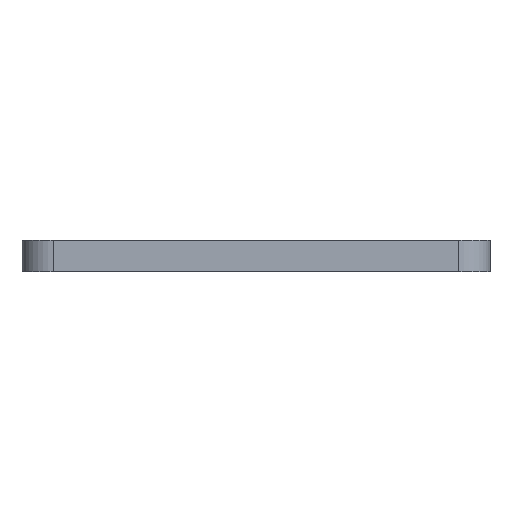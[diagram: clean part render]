
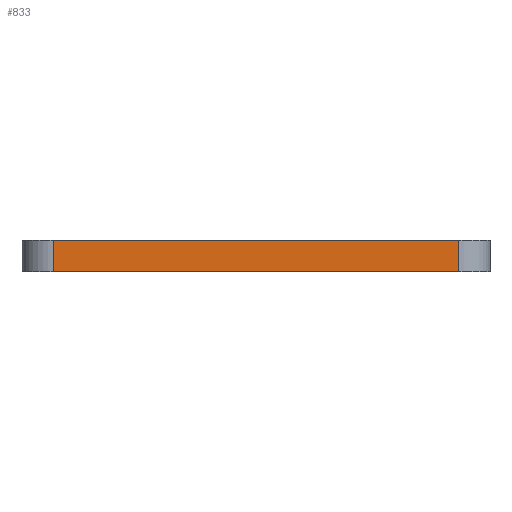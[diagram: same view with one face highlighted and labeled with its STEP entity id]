
A CAD part, left-side view. The second image highlights one B-rep face of the part: STEP entity #833.
In plain terms, the highlighted planar face has unit normal (-1, 0, 0).
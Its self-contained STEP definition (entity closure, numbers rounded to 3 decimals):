
#87=FACE_OUTER_BOUND('',#129,.T.);
#129=EDGE_LOOP('',(#671,#672,#673,#674));
#221=LINE('',#1373,#317);
#222=LINE('',#1377,#318);
#223=LINE('',#1379,#319);
#224=LINE('',#1380,#320);
#317=VECTOR('',#1127,10.);
#318=VECTOR('',#1132,10.);
#319=VECTOR('',#1133,10.);
#320=VECTOR('',#1134,10.);
#399=VERTEX_POINT('',#1370);
#400=VERTEX_POINT('',#1372);
#401=VERTEX_POINT('',#1376);
#402=VERTEX_POINT('',#1378);
#514=EDGE_CURVE('',#400,#399,#221,.T.);
#516=EDGE_CURVE('',#399,#401,#222,.T.);
#517=EDGE_CURVE('',#402,#401,#223,.T.);
#518=EDGE_CURVE('',#400,#402,#224,.T.);
#671=ORIENTED_EDGE('',*,*,#516,.T.);
#672=ORIENTED_EDGE('',*,*,#517,.F.);
#673=ORIENTED_EDGE('',*,*,#518,.F.);
#674=ORIENTED_EDGE('',*,*,#514,.T.);
#792=PLANE('',#917);
#833=ADVANCED_FACE('',(#87),#792,.T.);
#917=AXIS2_PLACEMENT_3D('',#1375,#1130,#1131);
#1127=DIRECTION('',(0.,0.,1.));
#1130=DIRECTION('center_axis',(-1.,0.,0.));
#1131=DIRECTION('ref_axis',(0.,-1.,0.));
#1132=DIRECTION('',(0.,1.,0.));
#1133=DIRECTION('',(0.,0.,1.));
#1134=DIRECTION('',(0.,1.,0.));
#1370=CARTESIAN_POINT('',(-7.5,-6.5,1.));
#1372=CARTESIAN_POINT('',(-7.5,-6.5,0.));
#1373=CARTESIAN_POINT('',(-7.5,-6.5,0.));
#1375=CARTESIAN_POINT('Origin',(-7.5,6.5,0.));
#1376=CARTESIAN_POINT('',(-7.5,6.5,1.));
#1377=CARTESIAN_POINT('',(-7.5,3.25,1.));
#1378=CARTESIAN_POINT('',(-7.5,6.5,0.));
#1379=CARTESIAN_POINT('',(-7.5,6.5,0.));
#1380=CARTESIAN_POINT('',(-7.5,3.25,0.));
